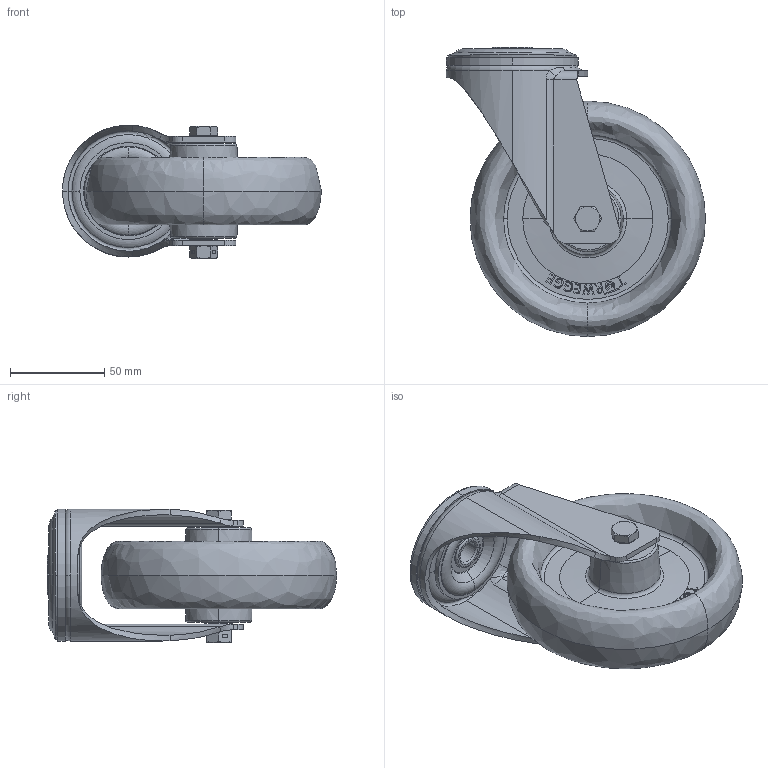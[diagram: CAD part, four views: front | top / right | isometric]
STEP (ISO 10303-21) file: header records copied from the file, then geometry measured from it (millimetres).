
FILE_DESCRIPTION (( 'STEP AP214' ), '1' );
FILE_NAME ('0056040.step', '2023-06-19T08:52:14', ( '' ), ( '' ), 'SwSTEP 2.0', 'SolidWorks 2020', '' );
FILE_SCHEMA (( 'AUTOMOTIVE_DESIGN' ));
Length unit declared in the file: millimetre
Products named in the file (1): 0056040
Bounding box: 137.5 x 153.5 x 71 mm (x, y, z)
Volume: 313279.1 mm3; surface area: 98637.1 mm2
Topology: 19 solids, 20 shells, 441 faces, 1003 edges, 616 vertices
Faces by surface type: plane 178, torus 74, cone 70, cylinder 68, bspline 51
Entity records: 19813 total; most frequent: CARTESIAN_POINT 5066, ORIENTED_EDGE 2006, DIRECTION 1967, EDGE_CURVE 1003, AXIS2_PLACEMENT_3D 751, VERTEX_POINT 616, EDGE_LOOP 475, LINE 465
